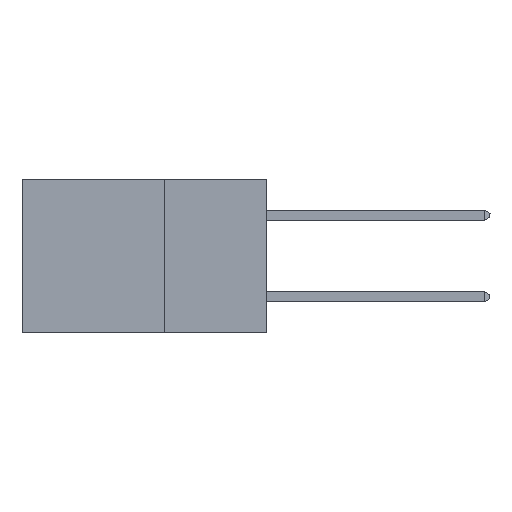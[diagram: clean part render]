
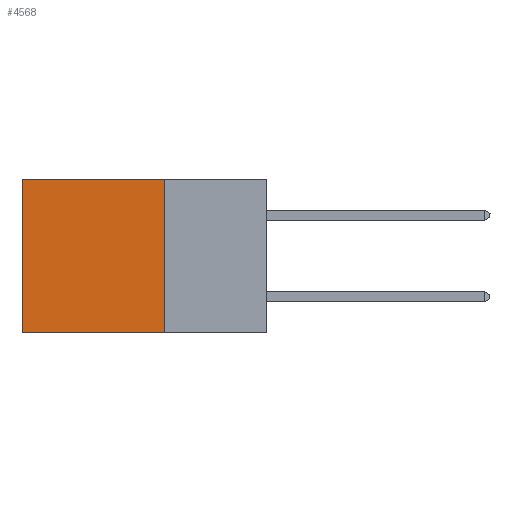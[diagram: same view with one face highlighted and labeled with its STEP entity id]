
A CAD part, left-side view. The second image highlights one B-rep face of the part: STEP entity #4568.
In plain terms, the highlighted planar face has unit normal (-1, 0, 0).
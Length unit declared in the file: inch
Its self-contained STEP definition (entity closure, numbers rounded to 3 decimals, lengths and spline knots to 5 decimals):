
#85 = CARTESIAN_POINT ( 'NONE',  ( 0.2875, 0.25, 0. ) ) ;
#129 = ORIENTED_EDGE ( 'NONE', *, *, #13424, .F. ) ;
#619 = EDGE_CURVE ( 'NONE', #10157, #1122, #7594, .T. ) ;
#961 = VERTEX_POINT ( 'NONE', #5131 ) ;
#1122 = VERTEX_POINT ( 'NONE', #2621 ) ;
#1469 = DIRECTION ( 'NONE',  ( 0., 0., -1. ) ) ;
#1907 = VECTOR ( 'NONE', #9811, 39.37008 ) ;
#2423 = LINE ( 'NONE', #10941, #4111 ) ;
#2621 = CARTESIAN_POINT ( 'NONE',  ( 0.2875, 0.6, 0. ) ) ;
#3208 = VECTOR ( 'NONE', #1469, 39.37008 ) ;
#4111 = VECTOR ( 'NONE', #13165, 39.37008 ) ;
#4568 = ADVANCED_FACE ( 'NONE', ( #5847 ), #8854, .F. ) ;
#5131 = CARTESIAN_POINT ( 'NONE',  ( 0.2875, 0.25, -0.375 ) ) ;
#5847 = FACE_OUTER_BOUND ( 'NONE', #13454, .T. ) ;
#6519 = CARTESIAN_POINT ( 'NONE',  ( 0.2875, 0.6, -0.375 ) ) ;
#6542 = CARTESIAN_POINT ( 'NONE',  ( 0.2875, 0.25, 0. ) ) ;
#6732 = CARTESIAN_POINT ( 'NONE',  ( 0.2875, 0.6, -0.375 ) ) ;
#6747 = AXIS2_PLACEMENT_3D ( 'NONE', #7947, #10920, #8913 ) ;
#7216 = VECTOR ( 'NONE', #11781, 39.37008 ) ;
#7430 = ORIENTED_EDGE ( 'NONE', *, *, #8524, .T. ) ;
#7496 = CARTESIAN_POINT ( 'NONE',  ( 0.2875, 0.25, -0.375 ) ) ;
#7573 = ORIENTED_EDGE ( 'NONE', *, *, #13607, .F. ) ;
#7594 = LINE ( 'NONE', #6542, #1907 ) ;
#7947 = CARTESIAN_POINT ( 'NONE',  ( 0.2875, 0.25, -0.375 ) ) ;
#8524 = EDGE_CURVE ( 'NONE', #1122, #13027, #13059, .T. ) ;
#8854 = PLANE ( 'NONE',  #6747 ) ;
#8913 = DIRECTION ( 'NONE',  ( 0., 0., -1. ) ) ;
#9811 = DIRECTION ( 'NONE',  ( 0., 1., 0. ) ) ;
#10157 = VERTEX_POINT ( 'NONE', #85 ) ;
#10920 = DIRECTION ( 'NONE',  ( 1., 0., 0. ) ) ;
#10941 = CARTESIAN_POINT ( 'NONE',  ( 0.2875, 0.25, -0.375 ) ) ;
#11781 = DIRECTION ( 'NONE',  ( 0., 1., 0. ) ) ;
#12753 = LINE ( 'NONE', #7496, #7216 ) ;
#13027 = VERTEX_POINT ( 'NONE', #6519 ) ;
#13059 = LINE ( 'NONE', #6732, #3208 ) ;
#13165 = DIRECTION ( 'NONE',  ( 0., 0., -1. ) ) ;
#13400 = ORIENTED_EDGE ( 'NONE', *, *, #619, .T. ) ;
#13424 = EDGE_CURVE ( 'NONE', #961, #13027, #12753, .T. ) ;
#13454 = EDGE_LOOP ( 'NONE', ( #7430, #129, #7573, #13400 ) ) ;
#13607 = EDGE_CURVE ( 'NONE', #10157, #961, #2423, .T. ) ;
